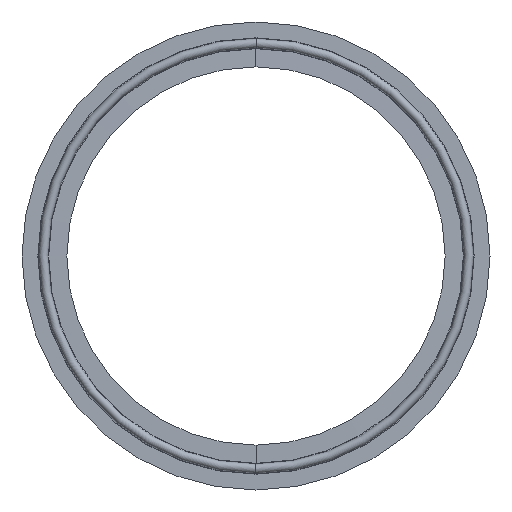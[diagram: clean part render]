
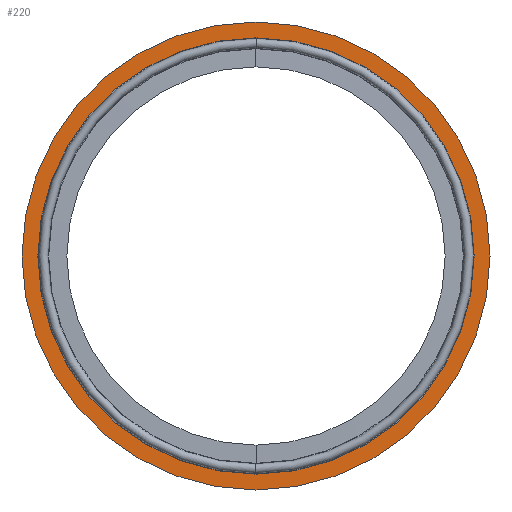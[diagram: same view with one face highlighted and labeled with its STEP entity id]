
A CAD part, left-side view. The second image highlights one B-rep face of the part: STEP entity #220.
In plain terms, the highlighted planar face has unit normal (-1, 0, 0).
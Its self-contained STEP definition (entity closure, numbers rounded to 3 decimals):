
#8 = CIRCLE ( 'NONE', #714, 56.4 ) ;
#9 = DIRECTION ( 'NONE',  ( 1., 0., 0. ) ) ;
#53 = CARTESIAN_POINT ( 'NONE',  ( -0.9, 0., -60.5 ) ) ;
#72 = CARTESIAN_POINT ( 'NONE',  ( -0.9, 0., 0. ) ) ;
#83 = EDGE_CURVE ( 'NONE', #762, #704, #529, .T. ) ;
#84 = DIRECTION ( 'NONE',  ( 0., 0., -1. ) ) ;
#144 = CARTESIAN_POINT ( 'NONE',  ( -0.9, 56.2, 0. ) ) ;
#181 = ORIENTED_EDGE ( 'NONE', *, *, #479, .T. ) ;
#195 = DIRECTION ( 'NONE',  ( 1., 0., 0. ) ) ;
#209 = AXIS2_PLACEMENT_3D ( 'NONE', #808, #440, #725 ) ;
#211 = PLANE ( 'NONE',  #769 ) ;
#220 = ADVANCED_FACE ( 'NONE', ( #419, #648 ), #211, .F. ) ;
#229 = ORIENTED_EDGE ( 'NONE', *, *, #859, .T. ) ;
#260 = DIRECTION ( 'NONE',  ( 0., 0., -1. ) ) ;
#277 = AXIS2_PLACEMENT_3D ( 'NONE', #72, #837, #347 ) ;
#340 = CIRCLE ( 'NONE', #209, 60.5 ) ;
#347 = DIRECTION ( 'NONE',  ( 0., 0., 1. ) ) ;
#354 = DIRECTION ( 'NONE',  ( 1., 0., 0. ) ) ;
#419 = FACE_BOUND ( 'NONE', #886, .T. ) ;
#440 = DIRECTION ( 'NONE',  ( -1., 0., 0. ) ) ;
#451 = CARTESIAN_POINT ( 'NONE',  ( -0.9, 0., -56.4 ) ) ;
#479 = EDGE_CURVE ( 'NONE', #704, #762, #340, .T. ) ;
#506 = VERTEX_POINT ( 'NONE', #451 ) ;
#515 = AXIS2_PLACEMENT_3D ( 'NONE', #892, #195, #618 ) ;
#516 = ORIENTED_EDGE ( 'NONE', *, *, #680, .T. ) ;
#529 = CIRCLE ( 'NONE', #277, 60.5 ) ;
#618 = DIRECTION ( 'NONE',  ( 0., 0., -1. ) ) ;
#637 = CARTESIAN_POINT ( 'NONE',  ( -0.9, 0., 0. ) ) ;
#648 = FACE_OUTER_BOUND ( 'NONE', #880, .T. ) ;
#654 = CIRCLE ( 'NONE', #515, 56.4 ) ;
#680 = EDGE_CURVE ( 'NONE', #506, #790, #654, .T. ) ;
#704 = VERTEX_POINT ( 'NONE', #898 ) ;
#710 = CARTESIAN_POINT ( 'NONE',  ( -0.9, 0., 56.4 ) ) ;
#714 = AXIS2_PLACEMENT_3D ( 'NONE', #637, #9, #260 ) ;
#725 = DIRECTION ( 'NONE',  ( 0., 0., 1. ) ) ;
#762 = VERTEX_POINT ( 'NONE', #53 ) ;
#769 = AXIS2_PLACEMENT_3D ( 'NONE', #144, #354, #84 ) ;
#790 = VERTEX_POINT ( 'NONE', #710 ) ;
#808 = CARTESIAN_POINT ( 'NONE',  ( -0.9, 0., 0. ) ) ;
#837 = DIRECTION ( 'NONE',  ( -1., 0., 0. ) ) ;
#859 = EDGE_CURVE ( 'NONE', #790, #506, #8, .T. ) ;
#880 = EDGE_LOOP ( 'NONE', ( #181, #894 ) ) ;
#886 = EDGE_LOOP ( 'NONE', ( #516, #229 ) ) ;
#892 = CARTESIAN_POINT ( 'NONE',  ( -0.9, 0., 0. ) ) ;
#894 = ORIENTED_EDGE ( 'NONE', *, *, #83, .T. ) ;
#898 = CARTESIAN_POINT ( 'NONE',  ( -0.9, 0., 60.5 ) ) ;
